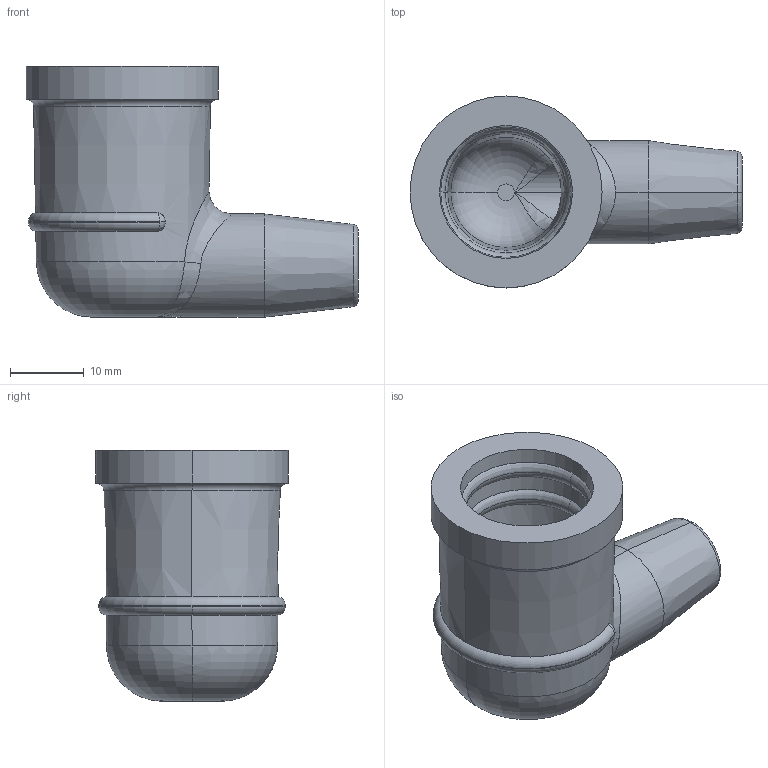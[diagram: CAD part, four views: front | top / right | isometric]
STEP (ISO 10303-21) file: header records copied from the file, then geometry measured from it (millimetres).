
FILE_DESCRIPTION (( 'STEP AP203' ), '1' );
FILE_NAME ('CB3.STEP', '2019-10-30T12:20:35', ( 'tempuser' ), ( 'Microsoft' ), 'SwSTEP 2.0', 'SolidWorks 2019', '' );
FILE_SCHEMA (( 'CONFIG_CONTROL_DESIGN' ));
Length unit declared in the file: inch
Products named in the file (1): CB3
Bounding box: 44.98 x 26.02 x 34.04 mm (x, y, z)
Volume: 10769.2 mm3; surface area: 5984.9 mm2
Topology: 1 solids, 1 shells, 100 faces, 248 edges, 151 vertices
Faces by surface type: bspline 29, torus 25, plane 21, cylinder 13, cone 12
Entity records: 5678 total; most frequent: CARTESIAN_POINT 3416, ORIENTED_EDGE 492, DIRECTION 405, EDGE_CURVE 246, AXIS2_PLACEMENT_3D 166, VERTEX_POINT 151, EDGE_LOOP 105, ADVANCED_FACE 100
